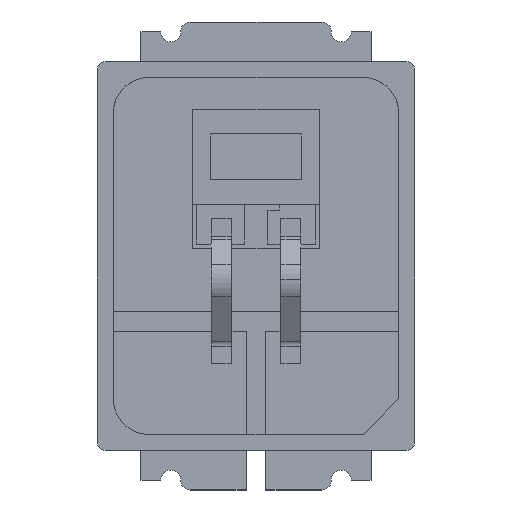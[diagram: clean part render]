
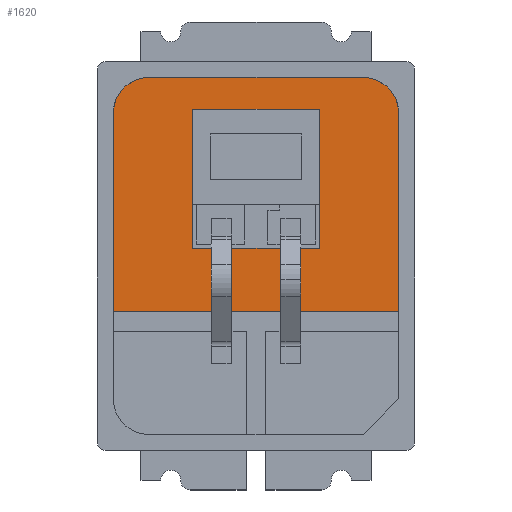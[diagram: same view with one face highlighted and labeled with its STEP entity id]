
A CAD part, top view. The second image highlights one B-rep face of the part: STEP entity #1620.
In plain terms, the highlighted planar face has unit normal (0, 0, 1).
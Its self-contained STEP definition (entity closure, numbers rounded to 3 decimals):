
#220 = VECTOR ( 'NONE', #4058, 1000. ) ;
#269 = CARTESIAN_POINT ( 'NONE',  ( -1.65, -3.9, -0.77 ) ) ;
#382 = VECTOR ( 'NONE', #1848, 1000. ) ;
#580 = LINE ( 'NONE', #269, #220 ) ;
#684 = EDGE_CURVE ( 'NONE', #3629, #3746, #580, .T. ) ;
#857 = DIRECTION ( 'NONE',  ( -1., 0., 0. ) ) ;
#915 = CARTESIAN_POINT ( 'NONE',  ( 2.7, 2., -0.77 ) ) ;
#1018 = CARTESIAN_POINT ( 'NONE',  ( -3.6, 1.1, -0.77 ) ) ;
#1069 = CARTESIAN_POINT ( 'NONE',  ( -3.6, 1.1, -0.77 ) ) ;
#1192 = EDGE_LOOP ( 'NONE', ( #3567, #1733, #3294, #1593, #4598, #2068 ) ) ;
#1238 = PLANE ( 'NONE',  #2839 ) ;
#1259 = CARTESIAN_POINT ( 'NONE',  ( -1.65, 3.15, -0.77 ) ) ;
#1315 = AXIS2_PLACEMENT_3D ( 'NONE', #1916, #4558, #2256 ) ;
#1593 = ORIENTED_EDGE ( 'NONE', *, *, #4882, .F. ) ;
#1611 = VERTEX_POINT ( 'NONE', #3877 ) ;
#1616 = AXIS2_PLACEMENT_3D ( 'NONE', #4343, #2455, #4355 ) ;
#1620 = ADVANCED_FACE ( 'NONE', ( #3046 ), #1238, .F. ) ;
#1706 = CIRCLE ( 'NONE', #1315, 0.9 ) ;
#1733 = ORIENTED_EDGE ( 'NONE', *, *, #3192, .F. ) ;
#1755 = VECTOR ( 'NONE', #4788, 1000. ) ;
#1820 = CIRCLE ( 'NONE', #1616, 0.9 ) ;
#1823 = CARTESIAN_POINT ( 'NONE',  ( -3.6, -3.9, -0.77 ) ) ;
#1848 = DIRECTION ( 'NONE',  ( 0., -1., 0. ) ) ;
#1916 = CARTESIAN_POINT ( 'NONE',  ( -2.7, 1.1, -0.77 ) ) ;
#1932 = LINE ( 'NONE', #915, #2222 ) ;
#2068 = ORIENTED_EDGE ( 'NONE', *, *, #3647, .F. ) ;
#2189 = CARTESIAN_POINT ( 'NONE',  ( -2.7, 2., -0.77 ) ) ;
#2222 = VECTOR ( 'NONE', #4704, 1000. ) ;
#2256 = DIRECTION ( 'NONE',  ( -1., 0., 0. ) ) ;
#2370 = DIRECTION ( 'NONE',  ( 0., 0., -1. ) ) ;
#2391 = CARTESIAN_POINT ( 'NONE',  ( 3.6, 1.1, -0.77 ) ) ;
#2455 = DIRECTION ( 'NONE',  ( 0., 0., 1. ) ) ;
#2503 = CARTESIAN_POINT ( 'NONE',  ( 3.6, -3.9, -0.77 ) ) ;
#2693 = VERTEX_POINT ( 'NONE', #1069 ) ;
#2839 = AXIS2_PLACEMENT_3D ( 'NONE', #1259, #2370, #857 ) ;
#3046 = FACE_OUTER_BOUND ( 'NONE', #1192, .T. ) ;
#3192 = EDGE_CURVE ( 'NONE', #3464, #3629, #4530, .T. ) ;
#3219 = VERTEX_POINT ( 'NONE', #2189 ) ;
#3275 = EDGE_CURVE ( 'NONE', #3219, #2693, #1706, .T. ) ;
#3294 = ORIENTED_EDGE ( 'NONE', *, *, #3551, .T. ) ;
#3323 = CARTESIAN_POINT ( 'NONE',  ( 3.6, 1.1, -0.77 ) ) ;
#3464 = VERTEX_POINT ( 'NONE', #2391 ) ;
#3551 = EDGE_CURVE ( 'NONE', #3464, #1611, #1820, .T. ) ;
#3567 = ORIENTED_EDGE ( 'NONE', *, *, #684, .F. ) ;
#3629 = VERTEX_POINT ( 'NONE', #2503 ) ;
#3647 = EDGE_CURVE ( 'NONE', #3746, #2693, #4475, .T. ) ;
#3746 = VERTEX_POINT ( 'NONE', #1823 ) ;
#3877 = CARTESIAN_POINT ( 'NONE',  ( 2.7, 2., -0.77 ) ) ;
#4058 = DIRECTION ( 'NONE',  ( -1., 0., 0. ) ) ;
#4343 = CARTESIAN_POINT ( 'NONE',  ( 2.7, 1.1, -0.77 ) ) ;
#4355 = DIRECTION ( 'NONE',  ( -1., 0., 0. ) ) ;
#4475 = LINE ( 'NONE', #1018, #1755 ) ;
#4530 = LINE ( 'NONE', #3323, #382 ) ;
#4558 = DIRECTION ( 'NONE',  ( 0., 0., 1. ) ) ;
#4598 = ORIENTED_EDGE ( 'NONE', *, *, #3275, .T. ) ;
#4704 = DIRECTION ( 'NONE',  ( 1., 0., 0. ) ) ;
#4788 = DIRECTION ( 'NONE',  ( 0., 1., 0. ) ) ;
#4882 = EDGE_CURVE ( 'NONE', #3219, #1611, #1932, .T. ) ;
